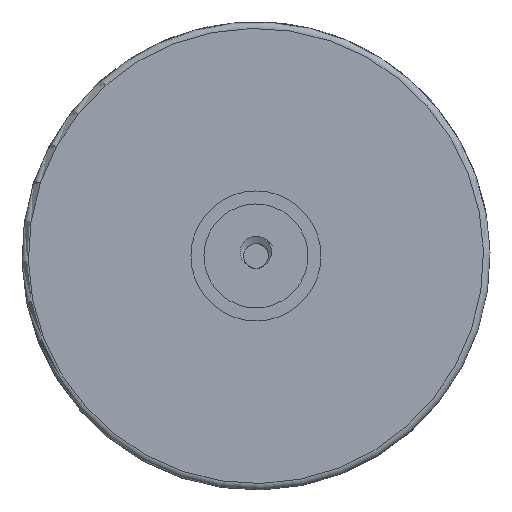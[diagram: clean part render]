
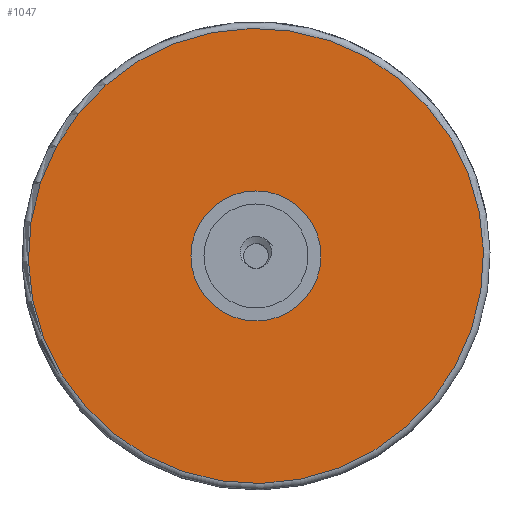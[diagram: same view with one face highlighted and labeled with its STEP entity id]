
A CAD part, left-side view. The second image highlights one B-rep face of the part: STEP entity #1047.
In plain terms, the highlighted planar face has unit normal (-1, 0, 0).
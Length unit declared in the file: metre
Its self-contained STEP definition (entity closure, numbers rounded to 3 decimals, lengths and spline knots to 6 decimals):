
#29=PLANE('',#1123);
#57=CIRCLE('',#1124,0.005);
#58=CIRCLE('',#1125,0.0175);
#372=ORIENTED_EDGE('',*,*,#619,.F.);
#373=ORIENTED_EDGE('',*,*,#620,.T.);
#619=EDGE_CURVE('',#737,#737,#57,.T.);
#620=EDGE_CURVE('',#738,#738,#58,.T.);
#737=VERTEX_POINT('',#2495);
#738=VERTEX_POINT('',#2497);
#882=EDGE_LOOP('',(#372));
#883=EDGE_LOOP('',(#373));
#952=FACE_BOUND('',#882,.T.);
#953=FACE_BOUND('',#883,.T.);
#1047=ADVANCED_FACE('',(#952,#953),#29,.T.);
#1123=AXIS2_PLACEMENT_3D('',#2493,#1281,#1282);
#1124=AXIS2_PLACEMENT_3D('',#2494,#1283,#1284);
#1125=AXIS2_PLACEMENT_3D('',#2496,#1285,#1286);
#1281=DIRECTION('',(-1.,0.,0.));
#1282=DIRECTION('',(0.,-0.988,-0.152));
#1283=DIRECTION('',(-1.,0.,0.));
#1284=DIRECTION('',(0.,0.,1.));
#1285=DIRECTION('',(-1.,0.,0.));
#1286=DIRECTION('',(0.,-0.988,-0.152));
#2493=CARTESIAN_POINT('',(-0.023139,-0.097744,-0.03385));
#2494=CARTESIAN_POINT('',(-0.023139,-0.095,-0.051639));
#2495=CARTESIAN_POINT('',(-0.023139,-0.095,-0.046639));
#2496=CARTESIAN_POINT('',(-0.023139,-0.095,-0.051639));
#2497=CARTESIAN_POINT('',(-0.023139,-0.112295,-0.054307));
